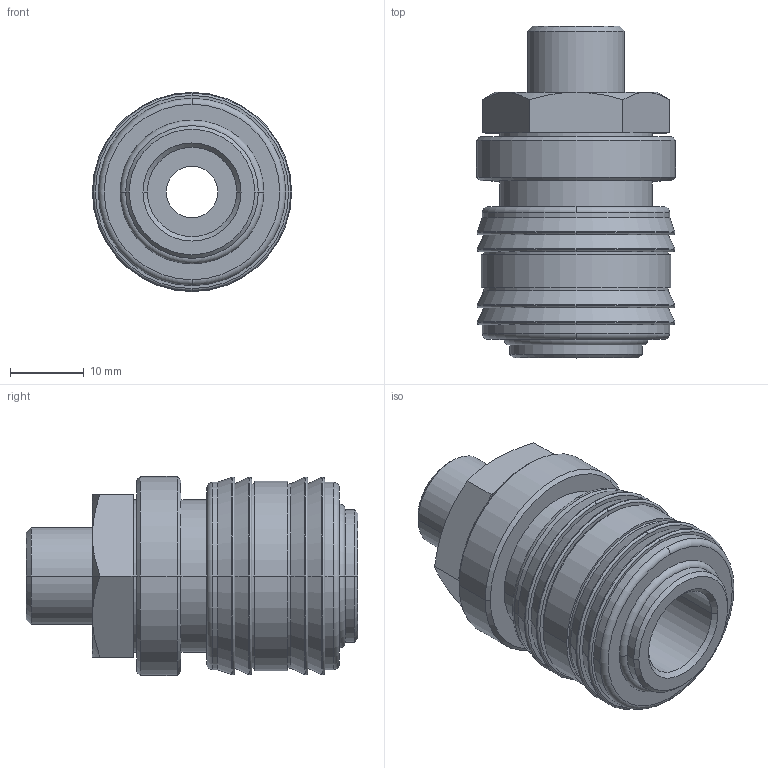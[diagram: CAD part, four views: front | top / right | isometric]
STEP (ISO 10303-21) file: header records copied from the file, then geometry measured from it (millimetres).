
FILE_DESCRIPTION(('STEP AP214'),'1');
FILE_NAME('es_14_am.stp','2020-03-05T09:11:36',('TraceParts'),('TraceParts S.A.'),'Spatial InterOp 3D',' ',' ');
FILE_SCHEMA(('automotive_design'));
Length unit declared in the file: millimetre
Products named in the file (1): 1
Bounding box: 27 x 45 x 27 mm (x, y, z)
Volume: 14965.3 mm3; surface area: 6220.5 mm2
Topology: 1 solids, 1 shells, 93 faces, 209 edges, 131 vertices
Faces by surface type: cone 26, cylinder 24, torus 22, plane 21
Entity records: 3420 total; most frequent: DIRECTION 526, CARTESIAN_POINT 482, ORIENTED_EDGE 418, AXIS2_PLACEMENT_3D 235, EDGE_CURVE 209, CIRCLE 141, VERTEX_POINT 131, EDGE_LOOP 108
